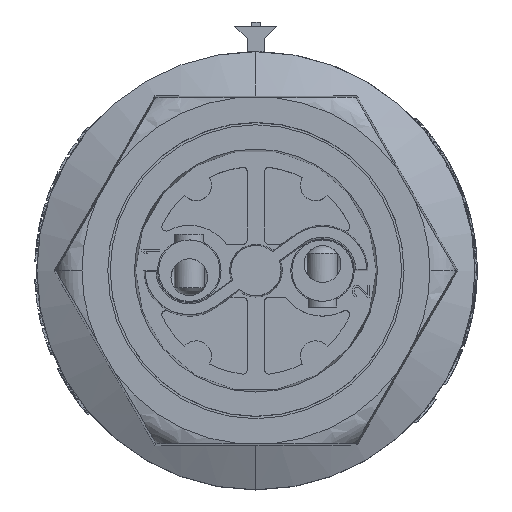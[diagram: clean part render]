
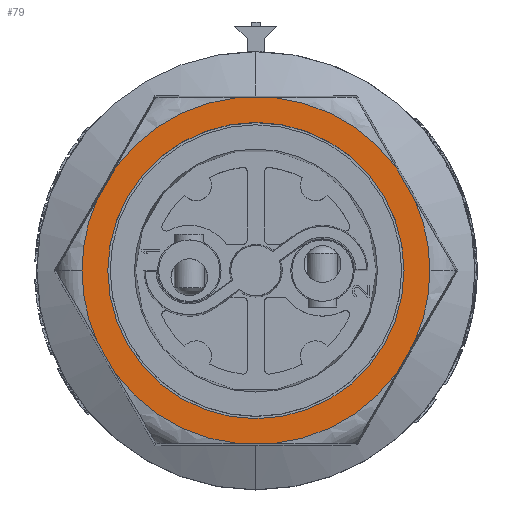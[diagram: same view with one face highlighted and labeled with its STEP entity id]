
A CAD part, top view. The second image highlights one B-rep face of the part: STEP entity #79.
In plain terms, the highlighted planar face has unit normal (0, 0, 1).
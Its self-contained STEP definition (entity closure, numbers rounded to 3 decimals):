
#79=ADVANCED_FACE('',(#3307,#3308),#3309,.F.);
#3307=FACE_OUTER_BOUND('',#9677,.T.);
#3308=FACE_BOUND('',#9678,.T.);
#3309=PLANE('',#9679);
#9677=EDGE_LOOP('',(#20884,#20885,#20886,#20887,#20888,#20889,#20890,#20891,#20892,#20893,#20894,#20895,#20896,#20897));
#9678=EDGE_LOOP('',(#20898,#20899));
#9679=AXIS2_PLACEMENT_3D('',#20900,#20901,#20902);
#20884=ORIENTED_EDGE('',*,*,#47287,.F.);
#20885=ORIENTED_EDGE('',*,*,#47292,.T.);
#20886=ORIENTED_EDGE('',*,*,#47293,.F.);
#20887=ORIENTED_EDGE('',*,*,#47294,.T.);
#20888=ORIENTED_EDGE('',*,*,#47295,.F.);
#20889=ORIENTED_EDGE('',*,*,#45327,.T.);
#20890=ORIENTED_EDGE('',*,*,#47296,.T.);
#20891=ORIENTED_EDGE('',*,*,#47297,.F.);
#20892=ORIENTED_EDGE('',*,*,#47298,.T.);
#20893=ORIENTED_EDGE('',*,*,#47299,.F.);
#20894=ORIENTED_EDGE('',*,*,#47300,.T.);
#20895=ORIENTED_EDGE('',*,*,#47301,.F.);
#20896=ORIENTED_EDGE('',*,*,#47302,.T.);
#20897=ORIENTED_EDGE('',*,*,#45331,.T.);
#20898=ORIENTED_EDGE('',*,*,#47303,.T.);
#20899=ORIENTED_EDGE('',*,*,#47304,.T.);
#20900=CARTESIAN_POINT('',(0.0,0.0,16.0));
#20901=DIRECTION('',(0.0,0.0,-1.0));
#20902=DIRECTION('',(0.0,-1.0,0.0));
#45327=EDGE_CURVE('',#54103,#54100,#54104,.T.);
#45331=EDGE_CURVE('',#54107,#54109,#54111,.T.);
#47287=EDGE_CURVE('',#58012,#54109,#58013,.T.);
#47292=EDGE_CURVE('',#58012,#58018,#58020,.T.);
#47293=EDGE_CURVE('',#58021,#58018,#58022,.T.);
#47294=EDGE_CURVE('',#58021,#58023,#58024,.T.);
#47295=EDGE_CURVE('',#54103,#58023,#58025,.T.);
#47296=EDGE_CURVE('',#54100,#58026,#58027,.T.);
#47297=EDGE_CURVE('',#58028,#58026,#58029,.T.);
#47298=EDGE_CURVE('',#58028,#58030,#58031,.T.);
#47299=EDGE_CURVE('',#58032,#58030,#58033,.T.);
#47300=EDGE_CURVE('',#58032,#58034,#58035,.T.);
#47301=EDGE_CURVE('',#58036,#58034,#58037,.T.);
#47302=EDGE_CURVE('',#58036,#54107,#58038,.T.);
#47303=EDGE_CURVE('',#58039,#58040,#58041,.T.);
#47304=EDGE_CURVE('',#58040,#58039,#58042,.T.);
#54100=VERTEX_POINT('',#69002);
#54103=VERTEX_POINT('',#69005);
#54104=CIRCLE('',#69006,19.852);
#54107=VERTEX_POINT('',#69035);
#54109=VERTEX_POINT('',#69037);
#54111=CIRCLE('',#69065,19.852);
#58012=VERTEX_POINT('',#77223);
#58013=LINE('',#77224,#77225);
#58018=VERTEX_POINT('',#77258);
#58020=CIRCLE('',#77286,19.852);
#58021=VERTEX_POINT('',#77287);
#58022=LINE('',#77288,#77289);
#58023=VERTEX_POINT('',#77290);
#58024=CIRCLE('',#77291,19.852);
#58025=LINE('',#77292,#77293);
#58026=VERTEX_POINT('',#77294);
#58027=CIRCLE('',#77295,19.852);
#58028=VERTEX_POINT('',#77296);
#58029=LINE('',#77297,#77298);
#58030=VERTEX_POINT('',#77299);
#58031=CIRCLE('',#77300,19.852);
#58032=VERTEX_POINT('',#77301);
#58033=LINE('',#77302,#77303);
#58034=VERTEX_POINT('',#77304);
#58035=CIRCLE('',#77305,19.852);
#58036=VERTEX_POINT('',#77306);
#58037=LINE('',#77307,#77308);
#58038=CIRCLE('',#77309,19.852);
#58039=VERTEX_POINT('',#77310);
#58040=VERTEX_POINT('',#77311);
#58041=CIRCLE('',#77312,16.9);
#58042=CIRCLE('',#77313,16.9);
#69002=CARTESIAN_POINT('',(19.852,0.,16.0));
#69005=CARTESIAN_POINT('',(18.153,-8.034,16.0));
#69006=AXIS2_PLACEMENT_3D('',#99834,#99835,#99836);
#69035=CARTESIAN_POINT('',(-19.852,0.,16.0));
#69037=CARTESIAN_POINT('',(-18.153,-8.034,16.0));
#69065=AXIS2_PLACEMENT_3D('',#99840,#99841,#99842);
#77223=CARTESIAN_POINT('',(-16.035,-11.704,16.0));
#77224=CARTESIAN_POINT('',(-16.035,-11.704,16.0));
#77225=VECTOR('',#101449,4.237);
#77258=CARTESIAN_POINT('',(-2.118,-19.738,16.0));
#77286=AXIS2_PLACEMENT_3D('',#101452,#101453,#101454);
#77287=CARTESIAN_POINT('',(2.118,-19.738,16.0));
#77288=CARTESIAN_POINT('',(2.118,-19.738,16.0));
#77289=VECTOR('',#101455,4.237);
#77290=CARTESIAN_POINT('',(16.035,-11.704,16.0));
#77291=AXIS2_PLACEMENT_3D('',#101456,#101457,#101458);
#77292=CARTESIAN_POINT('',(18.153,-8.034,16.0));
#77293=VECTOR('',#101459,4.237);
#77294=CARTESIAN_POINT('',(18.153,8.034,16.0));
#77295=AXIS2_PLACEMENT_3D('',#101460,#101461,#101462);
#77296=CARTESIAN_POINT('',(16.035,11.704,16.0));
#77297=CARTESIAN_POINT('',(16.035,11.704,16.0));
#77298=VECTOR('',#101463,4.237);
#77299=CARTESIAN_POINT('',(2.118,19.738,16.0));
#77300=AXIS2_PLACEMENT_3D('',#101464,#101465,#101466);
#77301=CARTESIAN_POINT('',(-2.118,19.738,16.0));
#77302=CARTESIAN_POINT('',(-2.118,19.738,16.0));
#77303=VECTOR('',#101467,4.237);
#77304=CARTESIAN_POINT('',(-16.035,11.704,16.0));
#77305=AXIS2_PLACEMENT_3D('',#101468,#101469,#101470);
#77306=CARTESIAN_POINT('',(-18.153,8.034,16.0));
#77307=CARTESIAN_POINT('',(-18.153,8.034,16.0));
#77308=VECTOR('',#101471,4.237);
#77309=AXIS2_PLACEMENT_3D('',#101472,#101473,#101474);
#77310=CARTESIAN_POINT('',(-16.9,0.0,16.0));
#77311=CARTESIAN_POINT('',(16.9,0.0,16.0));
#77312=AXIS2_PLACEMENT_3D('',#101475,#101476,#101477);
#77313=AXIS2_PLACEMENT_3D('',#101478,#101479,#101480);
#99834=CARTESIAN_POINT('',(0.0,0.0,16.0));
#99835=DIRECTION('',(0.0,0.0,1.0));
#99836=DIRECTION('',(0.914,-0.405,0.0));
#99840=CARTESIAN_POINT('',(0.0,0.0,16.0));
#99841=DIRECTION('',(0.0,0.0,1.0));
#99842=DIRECTION('',(-0.914,0.405,0.0));
#101449=DIRECTION('',(-0.5,0.866,0.0));
#101452=CARTESIAN_POINT('',(0.0,0.0,16.0));
#101453=DIRECTION('',(0.0,0.0,1.0));
#101454=DIRECTION('',(-0.808,-0.59,0.0));
#101455=DIRECTION('',(-1.0,0.0,0.0));
#101456=CARTESIAN_POINT('',(0.0,0.0,16.0));
#101457=DIRECTION('',(0.0,0.0,1.0));
#101458=DIRECTION('',(0.107,-0.994,0.0));
#101459=DIRECTION('',(-0.5,-0.866,0.0));
#101460=CARTESIAN_POINT('',(0.0,0.0,16.0));
#101461=DIRECTION('',(0.0,0.0,1.0));
#101462=DIRECTION('',(0.914,-0.405,0.0));
#101463=DIRECTION('',(0.5,-0.866,0.0));
#101464=CARTESIAN_POINT('',(0.0,0.0,16.0));
#101465=DIRECTION('',(0.0,-0.0,1.0));
#101466=DIRECTION('',(0.808,0.59,0.0));
#101467=DIRECTION('',(1.0,0.0,0.0));
#101468=CARTESIAN_POINT('',(0.0,0.0,16.0));
#101469=DIRECTION('',(0.0,0.0,1.0));
#101470=DIRECTION('',(-0.107,0.994,0.0));
#101471=DIRECTION('',(0.5,0.866,0.0));
#101472=CARTESIAN_POINT('',(0.0,0.0,16.0));
#101473=DIRECTION('',(0.0,0.0,1.0));
#101474=DIRECTION('',(-0.914,0.405,0.0));
#101475=CARTESIAN_POINT('',(0.0,0.0,16.0));
#101476=DIRECTION('',(0.0,0.0,-1.0));
#101477=DIRECTION('',(-1.0,0.0,0.0));
#101478=CARTESIAN_POINT('',(0.0,0.0,16.0));
#101479=DIRECTION('',(0.0,0.0,-1.0));
#101480=DIRECTION('',(1.0,0.0,0.0));
